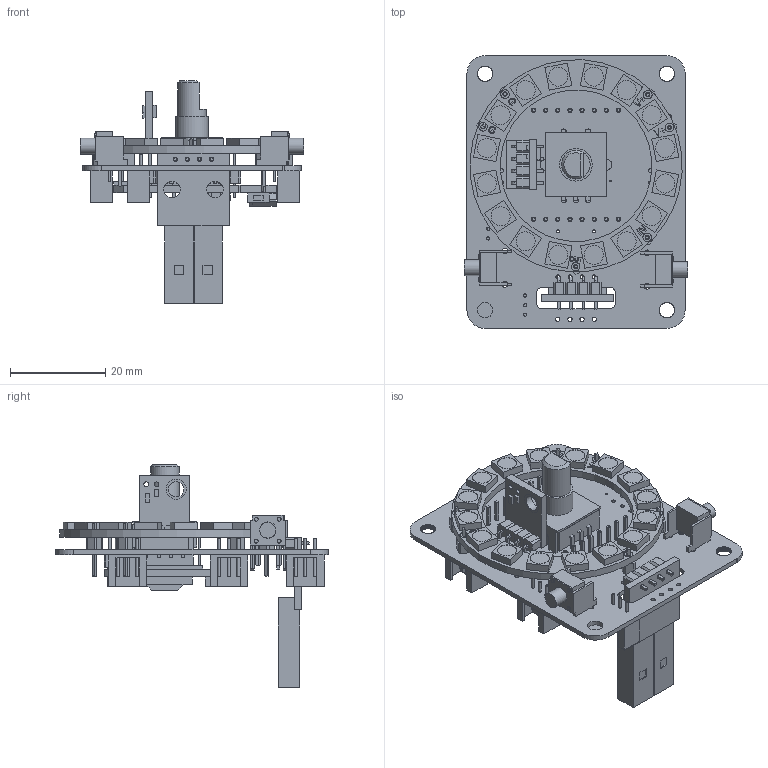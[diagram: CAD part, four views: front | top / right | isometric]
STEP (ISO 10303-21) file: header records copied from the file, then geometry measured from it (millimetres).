
FILE_DESCRIPTION(/* description */ (''),/* implementation_level */ '2;1');
FILE_NAME(/* name */ 'Pithy PIxel Multi Mount.step',/* time_stamp */ '2021-03-25T22:35:45+00:00',/* author */ (''),/* organization */ (''),/* preprocessor_version */ 'ST-DEVELOPER v18.1',/* originating_system */ 'Autodesk Translation Framework v9.10.0.1330',/* authorisation */ '');
FILE_SCHEMA (('AUTOMOTIVE_DESIGN { 1 0 10303 214 3 1 1 }'));
Products named in the file (26): Pithy PIxel Multi Mount; Mount; Pin Headers Right Angled v5; Pithy Pixel; Board; Packages; NEOPIXEL_RING_SMALL_NO_OUT; Neopixel v1; Pin Headers v7; PADS_4; D1_MINI; Pin Headers v3; HOLE_3.2; JST_2MM_3PIN; JST_2MM_3PIN_1; JST_2MM_3PIN_2; JST_2MM_3PIN_3; Component1; ROTARY_ENCODER; SHT31_RIGHT_ANGLE; SHT31; Component2; Pin Headers Right Angled v3; OSHW-LOGO-M; OSHW-LOGO-S; SPDT_RIGHT_ANGLE
Assembly tree (53 placements, depth 6):
  Pithy PIxel Multi Mount
    Mount
      Pin Headers Right Angled v5
    Pithy Pixel
      Board
      Packages
        NEOPIXEL_RING_SMALL_NO_OUT
          Neopixel v1  x16
          Pin Headers v7  x6
        PADS_4
        D1_MINI
          Pin Headers v3  x2
        HOLE_3.2  x4
        JST_2MM_3PIN
          Component1
        JST_2MM_3PIN_1
          Component1
        JST_2MM_3PIN_2
          Component1
        JST_2MM_3PIN_3
          Component1
        ROTARY_ENCODER
        SHT31_RIGHT_ANGLE
          SHT31
            Component2
            Pin Headers Right Angled v3
        OSHW-LOGO-M
        OSHW-LOGO-S
        SPDT_RIGHT_ANGLE  x2
Bounding box: 46.85 x 57.15 x 46.73 mm (x, y, z)
Volume: 10755.3 mm3; surface area: 20510.5 mm2
Topology: 126 solids, 126 shells, 2560 faces, 6465 edges, 4228 vertices
Faces by surface type: plane 2091, cylinder 243, bspline 225, cone 1
Full cylindrical faces by diameter (mm): 0.35 x6, 0.6 x12, 0.65 x2, 0.7 x12, 0.75 x4, 0.8 x32, 0.89 x4, 0.9 x37, 1 x2, 1.016 x5, 1.2 x4, 1.8 x6, 2.286 x2, 3.2 x2, 3.3 x2, 3.45 x2, 3.5 x2, 4 x16, 4.2 x2, 6 x2, 6.85 x1, 31.75 x1, 44.5 x1
Entity records: 64161 total; most frequent: CARTESIAN_POINT 14876, ORIENTED_EDGE 10418, DIRECTION 8844, EDGE_CURVE 5209, LINE 4336, VECTOR 4336, VERTEX_POINT 3426, EDGE_LOOP 2319
